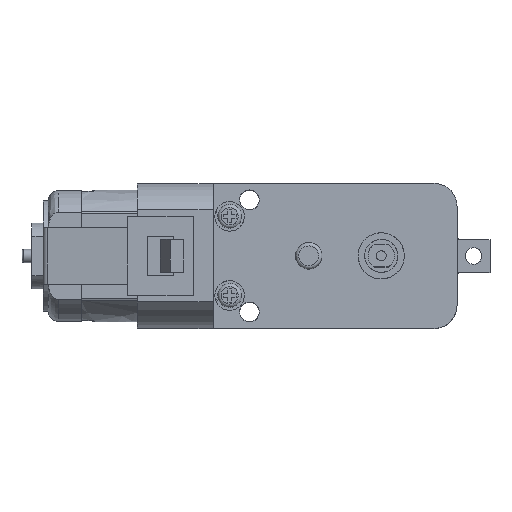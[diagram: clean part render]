
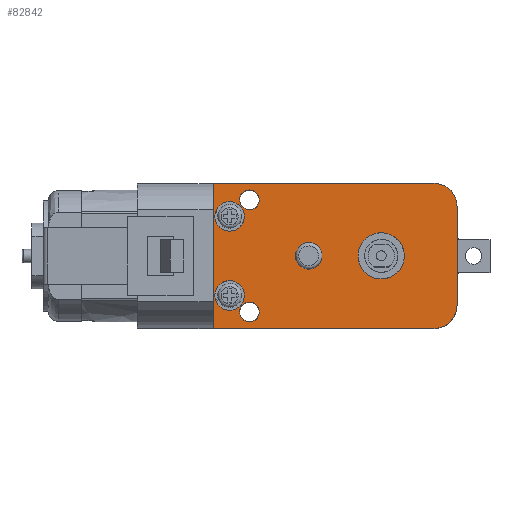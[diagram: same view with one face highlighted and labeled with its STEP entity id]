
A CAD part, top view. The second image highlights one B-rep face of the part: STEP entity #82842.
In plain terms, the highlighted free-form (B-spline) face has degree [1, 1] with [2, 2] control points.
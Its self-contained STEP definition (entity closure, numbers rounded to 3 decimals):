
#81377 = VERTEX_POINT('',#81378);
#81378 = CARTESIAN_POINT('',(54.434,0.,
    12.961));
#81383 = EDGE_CURVE('',#81377,#81377,#81384,.T.);
#81384 = ( BOUNDED_CURVE() B_SPLINE_CURVE(2,(#81385,#81386,#81387,#81388
    ,#81389,#81390,#81391),.UNSPECIFIED.,.T.,.F.) 
B_SPLINE_CURVE_WITH_KNOTS((3,2,2,3),(3.142,5.236,
7.33,9.425),.PIECEWISE_BEZIER_KNOTS.) CURVE() 
GEOMETRIC_REPRESENTATION_ITEM() RATIONAL_B_SPLINE_CURVE((1.,0.5,1.,0.5,
1.,0.5,1.)) REPRESENTATION_ITEM('') );
#81385 = CARTESIAN_POINT('',(54.434,0.,
    12.961));
#81386 = CARTESIAN_POINT('',(54.434,7.857,
    12.961));
#81387 = CARTESIAN_POINT('',(61.239,3.928,
    12.961));
#81388 = CARTESIAN_POINT('',(68.043,0.,
    12.961));
#81389 = CARTESIAN_POINT('',(61.239,-3.928,
    12.961));
#81390 = CARTESIAN_POINT('',(54.434,-7.857,
    12.961));
#81391 = CARTESIAN_POINT('',(54.434,0.,
    12.961));
#81533 = VERTEX_POINT('',#81534);
#81534 = CARTESIAN_POINT('',(42.122,0.,
    12.961));
#81539 = EDGE_CURVE('',#81533,#81533,#81540,.T.);
#81540 = ( BOUNDED_CURVE() B_SPLINE_CURVE(2,(#81541,#81542,#81543,#81544
    ,#81545,#81546,#81547),.UNSPECIFIED.,.T.,.F.) 
B_SPLINE_CURVE_WITH_KNOTS((3,2,2,3),(3.142,5.236,
7.33,9.425),.PIECEWISE_BEZIER_KNOTS.) CURVE() 
GEOMETRIC_REPRESENTATION_ITEM() RATIONAL_B_SPLINE_CURVE((1.,0.5,1.,0.5,
1.,0.5,1.)) REPRESENTATION_ITEM('') );
#81541 = CARTESIAN_POINT('',(42.122,0.,
    12.961));
#81542 = CARTESIAN_POINT('',(42.122,4.49,
    12.961));
#81543 = CARTESIAN_POINT('',(46.01,2.245,
    12.961));
#81544 = CARTESIAN_POINT('',(49.898,0.,
    12.961));
#81545 = CARTESIAN_POINT('',(46.01,-2.245,
    12.961));
#81546 = CARTESIAN_POINT('',(42.122,-4.49,
    12.961));
#81547 = CARTESIAN_POINT('',(42.122,0.,
    12.961));
#81784 = VERTEX_POINT('',#81785);
#81785 = CARTESIAN_POINT('',(26.245,7.776,
    12.961));
#81799 = EDGE_CURVE('',#81784,#81784,#81800,.T.);
#81800 = ( BOUNDED_CURVE() B_SPLINE_CURVE(2,(#81801,#81802,#81803,#81804
    ,#81805,#81806,#81807),.UNSPECIFIED.,.T.,.F.) 
B_SPLINE_CURVE_WITH_KNOTS((3,2,2,3),(3.142,5.236,
7.33,9.425),.PIECEWISE_BEZIER_KNOTS.) CURVE() 
GEOMETRIC_REPRESENTATION_ITEM() RATIONAL_B_SPLINE_CURVE((1.,0.5,1.,0.5,
1.,0.5,1.)) REPRESENTATION_ITEM('') );
#81801 = CARTESIAN_POINT('',(26.245,7.776,
    12.961));
#81802 = CARTESIAN_POINT('',(26.245,12.827,
    12.961));
#81803 = CARTESIAN_POINT('',(30.619,10.302,
    12.961));
#81804 = CARTESIAN_POINT('',(34.993,7.776,
    12.961));
#81805 = CARTESIAN_POINT('',(30.619,5.251,
    12.961));
#81806 = CARTESIAN_POINT('',(26.245,2.725,
    12.961));
#81807 = CARTESIAN_POINT('',(26.245,7.776,
    12.961));
#81878 = VERTEX_POINT('',#81879);
#81879 = CARTESIAN_POINT('',(26.245,-7.776,
    12.961));
#81893 = EDGE_CURVE('',#81878,#81878,#81894,.T.);
#81894 = ( BOUNDED_CURVE() B_SPLINE_CURVE(2,(#81895,#81896,#81897,#81898
    ,#81899,#81900,#81901),.UNSPECIFIED.,.T.,.F.) 
B_SPLINE_CURVE_WITH_KNOTS((3,2,2,3),(3.142,5.236,
7.33,9.425),.PIECEWISE_BEZIER_KNOTS.) CURVE() 
GEOMETRIC_REPRESENTATION_ITEM() RATIONAL_B_SPLINE_CURVE((1.,0.5,1.,0.5,
1.,0.5,1.)) REPRESENTATION_ITEM('') );
#81895 = CARTESIAN_POINT('',(26.245,-7.776,
    12.961));
#81896 = CARTESIAN_POINT('',(26.245,-2.725,
    12.961));
#81897 = CARTESIAN_POINT('',(30.619,-5.251,
    12.961));
#81898 = CARTESIAN_POINT('',(34.993,-7.776,
    12.961));
#81899 = CARTESIAN_POINT('',(30.619,-10.302,
    12.961));
#81900 = CARTESIAN_POINT('',(26.245,-12.827,
    12.961));
#81901 = CARTESIAN_POINT('',(26.245,-7.776,
    12.961));
#82201 = VERTEX_POINT('',#82202);
#82202 = CARTESIAN_POINT('',(25.921,-14.257,
    12.961));
#82207 = EDGE_CURVE('',#82208,#82201,#82210,.T.);
#82208 = VERTEX_POINT('',#82209);
#82209 = CARTESIAN_POINT('',(25.921,14.257,
    12.961));
#82210 = B_SPLINE_CURVE_WITH_KNOTS('',1,(#82211,#82212),.UNSPECIFIED.,
  .F.,.F.,(2,2),(0.,22.),.PIECEWISE_BEZIER_KNOTS.);
#82211 = CARTESIAN_POINT('',(25.921,14.257,
    12.961));
#82212 = CARTESIAN_POINT('',(25.921,-14.257,
    12.961));
#82343 = VERTEX_POINT('',#82344);
#82344 = CARTESIAN_POINT('',(31.105,11.016,
    12.961));
#82349 = EDGE_CURVE('',#82343,#82343,#82350,.T.);
#82350 = ( BOUNDED_CURVE() B_SPLINE_CURVE(2,(#82351,#82352,#82353,#82354
    ,#82355,#82356,#82357),.UNSPECIFIED.,.T.,.F.) 
B_SPLINE_CURVE_WITH_KNOTS((3,2,2,3),(3.142,5.236,
7.33,9.425),.PIECEWISE_BEZIER_KNOTS.) CURVE() 
GEOMETRIC_REPRESENTATION_ITEM() RATIONAL_B_SPLINE_CURVE((1.,0.5,1.,0.5,
1.,0.5,1.)) REPRESENTATION_ITEM('') );
#82351 = CARTESIAN_POINT('',(31.105,11.016,
    12.961));
#82352 = CARTESIAN_POINT('',(31.105,7.649,
    12.961));
#82353 = CARTESIAN_POINT('',(34.021,9.333,
    12.961));
#82354 = CARTESIAN_POINT('',(36.938,11.016,
    12.961));
#82355 = CARTESIAN_POINT('',(34.021,12.7,
    12.961));
#82356 = CARTESIAN_POINT('',(31.105,14.384,
    12.961));
#82357 = CARTESIAN_POINT('',(31.105,11.016,
    12.961));
#82401 = VERTEX_POINT('',#82402);
#82402 = CARTESIAN_POINT('',(31.105,-11.016,
    12.961));
#82407 = EDGE_CURVE('',#82401,#82401,#82408,.T.);
#82408 = ( BOUNDED_CURVE() B_SPLINE_CURVE(2,(#82409,#82410,#82411,#82412
    ,#82413,#82414,#82415),.UNSPECIFIED.,.T.,.F.) 
B_SPLINE_CURVE_WITH_KNOTS((3,2,2,3),(3.142,5.236,
7.33,9.425),.PIECEWISE_BEZIER_KNOTS.) CURVE() 
GEOMETRIC_REPRESENTATION_ITEM() RATIONAL_B_SPLINE_CURVE((1.,0.5,1.,0.5,
1.,0.5,1.)) REPRESENTATION_ITEM('') );
#82409 = CARTESIAN_POINT('',(31.105,-11.016,
    12.961));
#82410 = CARTESIAN_POINT('',(31.105,-14.384,
    12.961));
#82411 = CARTESIAN_POINT('',(34.021,-12.7,
    12.961));
#82412 = CARTESIAN_POINT('',(36.938,-11.016,
    12.961));
#82413 = CARTESIAN_POINT('',(34.021,-9.333,
    12.961));
#82414 = CARTESIAN_POINT('',(31.105,-7.649,
    12.961));
#82415 = CARTESIAN_POINT('',(31.105,-11.016,
    12.961));
#82566 = VERTEX_POINT('',#82567);
#82567 = CARTESIAN_POINT('',(73.875,9.72,
    12.961));
#82572 = EDGE_CURVE('',#82573,#82566,#82575,.T.);
#82573 = VERTEX_POINT('',#82574);
#82574 = CARTESIAN_POINT('',(73.875,-9.72,
    12.961));
#82575 = B_SPLINE_CURVE_WITH_KNOTS('',1,(#82576,#82577),.UNSPECIFIED.,
  .F.,.F.,(2,2),(-18.5,-3.5),.PIECEWISE_BEZIER_KNOTS.);
#82576 = CARTESIAN_POINT('',(73.875,-9.72,
    12.961));
#82577 = CARTESIAN_POINT('',(73.875,9.72,
    12.961));
#82748 = EDGE_CURVE('',#82749,#82573,#82751,.T.);
#82749 = VERTEX_POINT('',#82750);
#82750 = CARTESIAN_POINT('',(69.339,-14.257,
    12.961));
#82751 = ( BOUNDED_CURVE() B_SPLINE_CURVE(2,(#82752,#82753,#82754),
.UNSPECIFIED.,.F.,.F.) B_SPLINE_CURVE_WITH_KNOTS((3,3),(5.498,
7.069),.PIECEWISE_BEZIER_KNOTS.) CURVE() 
GEOMETRIC_REPRESENTATION_ITEM() RATIONAL_B_SPLINE_CURVE((1.,
0.707,1.)) REPRESENTATION_ITEM('') );
#82752 = CARTESIAN_POINT('',(69.339,-14.257,
    12.961));
#82753 = CARTESIAN_POINT('',(73.875,-14.257,
    12.961));
#82754 = CARTESIAN_POINT('',(73.875,-9.72,
    12.961));
#82775 = VERTEX_POINT('',#82776);
#82776 = CARTESIAN_POINT('',(69.339,14.257,
    12.961));
#82781 = EDGE_CURVE('',#82566,#82775,#82782,.T.);
#82782 = ( BOUNDED_CURVE() B_SPLINE_CURVE(2,(#82783,#82784,#82785),
.UNSPECIFIED.,.F.,.F.) B_SPLINE_CURVE_WITH_KNOTS((3,3),(5.498,
7.069),.PIECEWISE_BEZIER_KNOTS.) CURVE() 
GEOMETRIC_REPRESENTATION_ITEM() RATIONAL_B_SPLINE_CURVE((1.,
0.707,1.)) REPRESENTATION_ITEM('') );
#82783 = CARTESIAN_POINT('',(73.875,9.72,
    12.961));
#82784 = CARTESIAN_POINT('',(73.875,14.257,
    12.961));
#82785 = CARTESIAN_POINT('',(69.339,14.257,
    12.961));
#82833 = EDGE_CURVE('',#82208,#82775,#82834,.T.);
#82834 = B_SPLINE_CURVE_WITH_KNOTS('',1,(#82835,#82836),.UNSPECIFIED.,
  .F.,.F.,(2,2),(0.,33.5),.PIECEWISE_BEZIER_KNOTS.);
#82835 = CARTESIAN_POINT('',(25.921,14.257,
    12.961));
#82836 = CARTESIAN_POINT('',(69.339,14.257,
    12.961));
#82842 = ADVANCED_FACE('',(#82843,#82855,#82858,#82861,#82864,#82867,
    #82870),#82873,.F.);
#82843 = FACE_BOUND('',#82844,.T.);
#82844 = EDGE_LOOP('',(#82845,#82846,#82847,#82848,#82849,#82850));
#82845 = ORIENTED_EDGE('',*,*,#82748,.T.);
#82846 = ORIENTED_EDGE('',*,*,#82572,.T.);
#82847 = ORIENTED_EDGE('',*,*,#82781,.T.);
#82848 = ORIENTED_EDGE('',*,*,#82833,.F.);
#82849 = ORIENTED_EDGE('',*,*,#82207,.T.);
#82850 = ORIENTED_EDGE('',*,*,#82851,.T.);
#82851 = EDGE_CURVE('',#82201,#82749,#82852,.T.);
#82852 = B_SPLINE_CURVE_WITH_KNOTS('',1,(#82853,#82854),.UNSPECIFIED.,
  .F.,.F.,(2,2),(0.,33.5),.PIECEWISE_BEZIER_KNOTS.);
#82853 = CARTESIAN_POINT('',(25.921,-14.257,
    12.961));
#82854 = CARTESIAN_POINT('',(69.339,-14.257,
    12.961));
#82855 = FACE_BOUND('',#82856,.T.);
#82856 = EDGE_LOOP('',(#82857));
#82857 = ORIENTED_EDGE('',*,*,#81383,.T.);
#82858 = FACE_BOUND('',#82859,.T.);
#82859 = EDGE_LOOP('',(#82860));
#82860 = ORIENTED_EDGE('',*,*,#81539,.T.);
#82861 = FACE_BOUND('',#82862,.T.);
#82862 = EDGE_LOOP('',(#82863));
#82863 = ORIENTED_EDGE('',*,*,#81799,.T.);
#82864 = FACE_BOUND('',#82865,.T.);
#82865 = EDGE_LOOP('',(#82866));
#82866 = ORIENTED_EDGE('',*,*,#81893,.T.);
#82867 = FACE_BOUND('',#82868,.T.);
#82868 = EDGE_LOOP('',(#82869));
#82869 = ORIENTED_EDGE('',*,*,#82349,.F.);
#82870 = FACE_BOUND('',#82871,.T.);
#82871 = EDGE_LOOP('',(#82872));
#82872 = ORIENTED_EDGE('',*,*,#82407,.F.);
#82873 = B_SPLINE_SURFACE_WITH_KNOTS('',1,1,(
    (#82874,#82875)
    ,(#82876,#82877
    )),.UNSPECIFIED.,.F.,.F.,.F.,(2,2),(2,2),(0.,22.),(
    0.,37.),.PIECEWISE_BEZIER_KNOTS.);
#82874 = CARTESIAN_POINT('',(25.921,-14.257,
    12.961));
#82875 = CARTESIAN_POINT('',(73.875,-14.257,
    12.961));
#82876 = CARTESIAN_POINT('',(25.921,14.257,
    12.961));
#82877 = CARTESIAN_POINT('',(73.875,14.257,
    12.961));
